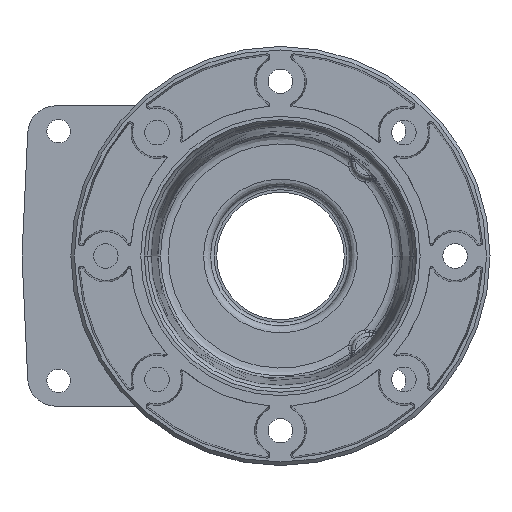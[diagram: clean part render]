
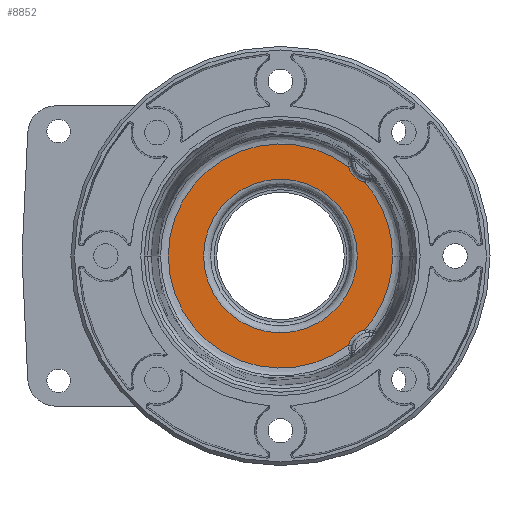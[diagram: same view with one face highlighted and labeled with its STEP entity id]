
A CAD part, left-side view. The second image highlights one B-rep face of the part: STEP entity #8852.
In plain terms, the highlighted planar face has unit normal (-1, 0, 0).
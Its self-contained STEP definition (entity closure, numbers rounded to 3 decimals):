
#2685=CARTESIAN_POINT('',(75.919,219.827,0.));
#2686=VERTEX_POINT('',#2685);
#2694=CARTESIAN_POINT('',(75.919,241.827,0.));
#2695=DIRECTION('',(1.,0.,0.));
#2696=DIRECTION('',(0.,-1.,0.));
#2697=AXIS2_PLACEMENT_3D('',#2694,#2695,#2696);
#2698=CIRCLE('',#2697,22.);
#2699=EDGE_CURVE('',#2686,#2686,#2698,.T.);
#7602=CARTESIAN_POINT('',(75.919,209.738,0.));
#7603=VERTEX_POINT('',#7602);
#7612=CARTESIAN_POINT('',(75.919,217.667,21.119));
#7613=VERTEX_POINT('',#7612);
#7624=CARTESIAN_POINT('',(75.919,241.827,0.));
#7625=DIRECTION('',(1.,0.,0.));
#7626=DIRECTION('',(0.,-1.,0.));
#7627=AXIS2_PLACEMENT_3D('',#7624,#7625,#7626);
#7628=CIRCLE('',#7627,32.089);
#7629=EDGE_CURVE('',#7613,#7603,#7628,.T.);
#7961=CARTESIAN_POINT('',(75.919,222.271,25.441));
#7962=VERTEX_POINT('',#7961);
#8046=CARTESIAN_POINT('',(75.919,216.477,27.));
#8047=DIRECTION('',(1.,0.,-0.));
#8048=DIRECTION('',(0.,0.,1.));
#8049=AXIS2_PLACEMENT_3D('',#8046,#8047,#8048);
#8050=CIRCLE('',#8049,6.);
#8051=EDGE_CURVE('',#7613,#7962,#8050,.T.);
#8800=CARTESIAN_POINT('',(75.919,222.271,-25.441));
#8801=VERTEX_POINT('',#8800);
#8812=CARTESIAN_POINT('',(75.919,241.827,0.));
#8813=DIRECTION('',(1.,0.,0.));
#8814=DIRECTION('',(0.,-1.,0.));
#8815=AXIS2_PLACEMENT_3D('',#8812,#8813,#8814);
#8816=CIRCLE('',#8815,32.089);
#8817=EDGE_CURVE('',#8801,#7962,#8816,.T.);
#8823=CARTESIAN_POINT('',(75.919,306.005,64.178));
#8824=DIRECTION('',(-1.,0.,0.));
#8825=DIRECTION('',(0.,-0.,-1.));
#8826=AXIS2_PLACEMENT_3D('',#8823,#8824,#8825);
#8827=PLANE('',#8826);
#8828=ORIENTED_EDGE('',*,*,#8051,.T.);
#8829=ORIENTED_EDGE('',*,*,#8817,.F.);
#8830=CARTESIAN_POINT('',(75.919,217.667,-21.119));
#8831=VERTEX_POINT('',#8830);
#8832=CARTESIAN_POINT('',(75.919,216.477,-27.));
#8833=DIRECTION('',(1.,0.,-0.));
#8834=DIRECTION('',(0.,0.,1.));
#8835=AXIS2_PLACEMENT_3D('',#8832,#8833,#8834);
#8836=CIRCLE('',#8835,6.);
#8837=EDGE_CURVE('',#8801,#8831,#8836,.T.);
#8838=ORIENTED_EDGE('',*,*,#8837,.T.);
#8839=CARTESIAN_POINT('',(75.919,241.827,0.));
#8840=DIRECTION('',(1.,0.,0.));
#8841=DIRECTION('',(0.,-1.,0.));
#8842=AXIS2_PLACEMENT_3D('',#8839,#8840,#8841);
#8843=CIRCLE('',#8842,32.089);
#8844=EDGE_CURVE('',#7603,#8831,#8843,.T.);
#8845=ORIENTED_EDGE('',*,*,#8844,.F.);
#8846=ORIENTED_EDGE('',*,*,#7629,.F.);
#8847=EDGE_LOOP('',(#8828,#8829,#8838,#8845,#8846));
#8848=FACE_BOUND('',#8847,.T.);
#8849=ORIENTED_EDGE('',*,*,#2699,.T.);
#8850=EDGE_LOOP('',(#8849));
#8851=FACE_BOUND('',#8850,.T.);
#8852=ADVANCED_FACE('',(#8848,#8851),#8827,.T.);
